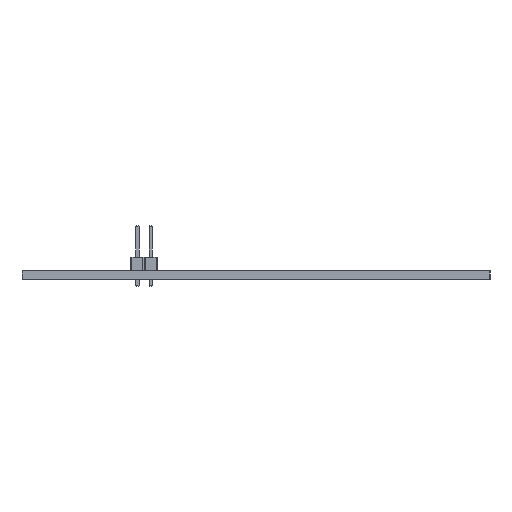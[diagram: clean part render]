
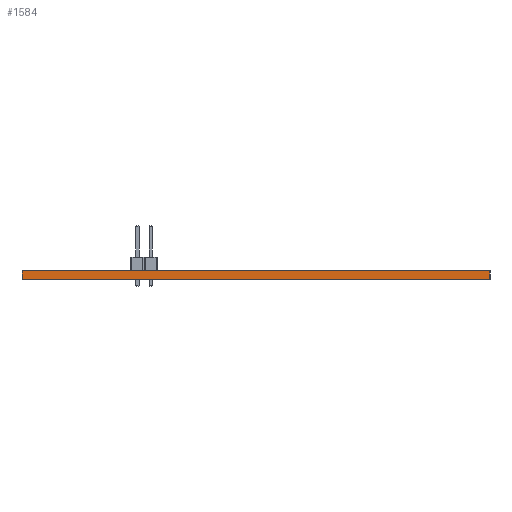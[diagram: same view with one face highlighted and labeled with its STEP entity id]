
A CAD part, left-side view. The second image highlights one B-rep face of the part: STEP entity #1584.
In plain terms, the highlighted planar face has unit normal (-1, 0, 0).
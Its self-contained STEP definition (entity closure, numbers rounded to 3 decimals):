
#1528 = VERTEX_POINT('',#1529);
#1529 = CARTESIAN_POINT('',(74.956,-135.701,1.6));
#1535 = EDGE_CURVE('',#1536,#1528,#1538,.T.);
#1536 = VERTEX_POINT('',#1537);
#1537 = CARTESIAN_POINT('',(74.956,-135.701,0.));
#1538 = LINE('',#1539,#1540);
#1539 = CARTESIAN_POINT('',(74.956,-135.701,0.));
#1540 = VECTOR('',#1541,1.);
#1541 = DIRECTION('',(0.,0.,1.));
#1584 = ADVANCED_FACE('',(#1585),#1610,.T.);
#1585 = FACE_BOUND('',#1586,.T.);
#1586 = EDGE_LOOP('',(#1587,#1588,#1596,#1604));
#1587 = ORIENTED_EDGE('',*,*,#1535,.T.);
#1588 = ORIENTED_EDGE('',*,*,#1589,.T.);
#1589 = EDGE_CURVE('',#1528,#1590,#1592,.T.);
#1590 = VERTEX_POINT('',#1591);
#1591 = CARTESIAN_POINT('',(74.956,-47.047,1.6));
#1592 = LINE('',#1593,#1594);
#1593 = CARTESIAN_POINT('',(74.956,-135.701,1.6));
#1594 = VECTOR('',#1595,1.);
#1595 = DIRECTION('',(0.,1.,0.));
#1596 = ORIENTED_EDGE('',*,*,#1597,.F.);
#1597 = EDGE_CURVE('',#1598,#1590,#1600,.T.);
#1598 = VERTEX_POINT('',#1599);
#1599 = CARTESIAN_POINT('',(74.956,-47.047,0.));
#1600 = LINE('',#1601,#1602);
#1601 = CARTESIAN_POINT('',(74.956,-47.047,0.));
#1602 = VECTOR('',#1603,1.);
#1603 = DIRECTION('',(0.,0.,1.));
#1604 = ORIENTED_EDGE('',*,*,#1605,.F.);
#1605 = EDGE_CURVE('',#1536,#1598,#1606,.T.);
#1606 = LINE('',#1607,#1608);
#1607 = CARTESIAN_POINT('',(74.956,-135.701,0.));
#1608 = VECTOR('',#1609,1.);
#1609 = DIRECTION('',(0.,1.,0.));
#1610 = PLANE('',#1611);
#1611 = AXIS2_PLACEMENT_3D('',#1612,#1613,#1614);
#1612 = CARTESIAN_POINT('',(74.956,-135.701,0.));
#1613 = DIRECTION('',(-1.,0.,0.));
#1614 = DIRECTION('',(0.,1.,0.));
